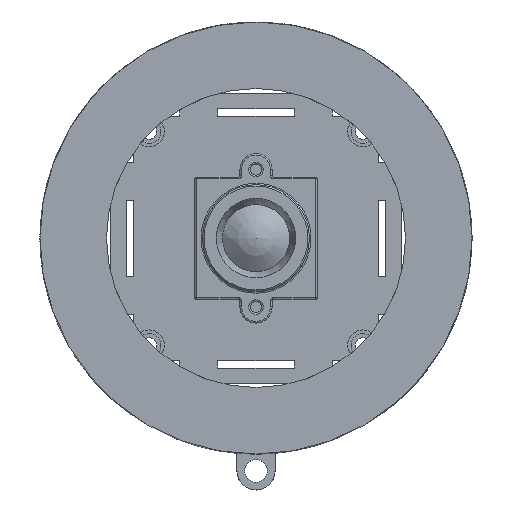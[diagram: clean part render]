
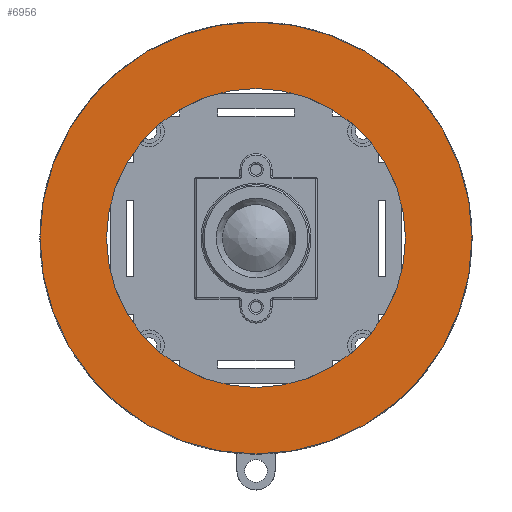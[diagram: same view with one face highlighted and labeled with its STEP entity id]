
A CAD part, top view. The second image highlights one B-rep face of the part: STEP entity #6956.
In plain terms, the highlighted planar face has unit normal (0, 0, 1).
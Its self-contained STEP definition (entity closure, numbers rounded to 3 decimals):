
#73=FACE_BOUND('',#2467,.T.);
#1694=PLANE('',#7646);
#2054=FACE_OUTER_BOUND('',#2466,.T.);
#2466=EDGE_LOOP('',(#6209));
#2467=EDGE_LOOP('',(#6210));
#2802=CIRCLE('',#7647,28.3);
#2803=CIRCLE('',#7648,19.583);
#3439=VERTEX_POINT('',#13349);
#3440=VERTEX_POINT('',#13351);
#4404=EDGE_CURVE('',#3439,#3439,#2802,.F.);
#4405=EDGE_CURVE('',#3440,#3440,#2803,.T.);
#6209=ORIENTED_EDGE('',*,*,#4404,.T.);
#6210=ORIENTED_EDGE('',*,*,#4405,.F.);
#6956=ADVANCED_FACE('',(#2054,#73),#1694,.T.);
#7646=AXIS2_PLACEMENT_3D('',#13348,#9511,#9512);
#7647=AXIS2_PLACEMENT_3D('',#13350,#9513,#9514);
#7648=AXIS2_PLACEMENT_3D('',#13352,#9515,#9516);
#9511=DIRECTION('center_axis',(0.,0.,1.));
#9512=DIRECTION('ref_axis',(1.,0.,0.));
#9513=DIRECTION('center_axis',(0.,0.,-1.));
#9514=DIRECTION('ref_axis',(1.,0.,0.));
#9515=DIRECTION('center_axis',(0.,0.,1.));
#9516=DIRECTION('ref_axis',(1.,0.,0.));
#13348=CARTESIAN_POINT('Origin',(-17.,-17.,0.));
#13349=CARTESIAN_POINT('',(-28.3,0.,0.));
#13350=CARTESIAN_POINT('Origin',(0.,0.,0.));
#13351=CARTESIAN_POINT('',(-19.583,0.,0.));
#13352=CARTESIAN_POINT('Origin',(0.,0.,0.));
